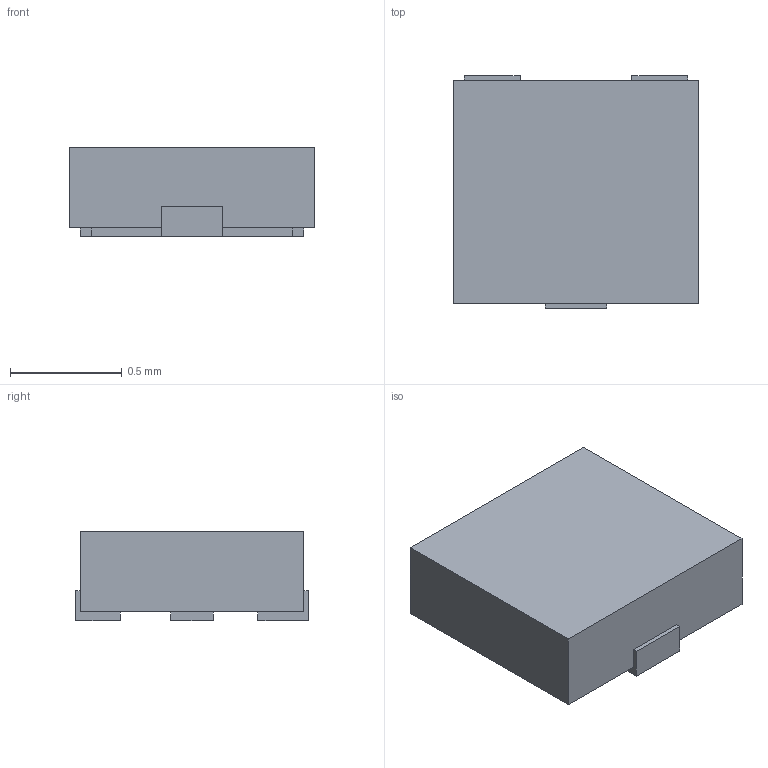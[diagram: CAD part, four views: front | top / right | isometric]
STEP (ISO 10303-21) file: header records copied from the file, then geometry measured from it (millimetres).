
FILE_DESCRIPTION(('HOOPS Exchange Step'),'2;1');
FILE_NAME('export-B16DC866-A330-4060-BE56-A57D0074808F.stp','2023-01-22T02:28:14-08:00',('Daxxn'),('Alibre'),'HOOPS Exchange 2022.0','Alibre','Unknown authorisation');
FILE_SCHEMA( ('AP242_MANAGED_MODEL_BASED_3D_ENGINEERING_MIM_LF {1 0 10303 442 1 1 4 }') );
Length unit declared in the file: centimetre
Products named in the file (1): DFN1010D-3
Bounding box: 1.1 x 1.04 x 0.4 mm (x, y, z)
Volume: 0.4 mm3; surface area: 4 mm2
Topology: 1 solids, 1 shells, 30 faces, 81 edges, 54 vertices
Faces by surface type: plane 30
Entity records: 968 total; most frequent: CARTESIAN_POINT 167, ORIENTED_EDGE 162, DIRECTION 145, VECTOR 81, LINE 81, EDGE_CURVE 81, VERTEX_POINT 54, AXIS2_PLACEMENT_3D 32
